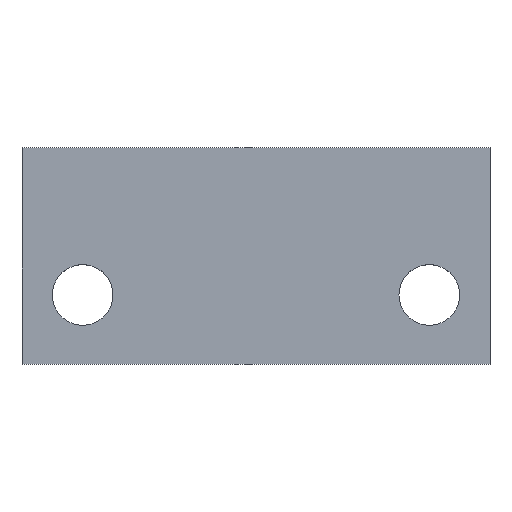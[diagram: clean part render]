
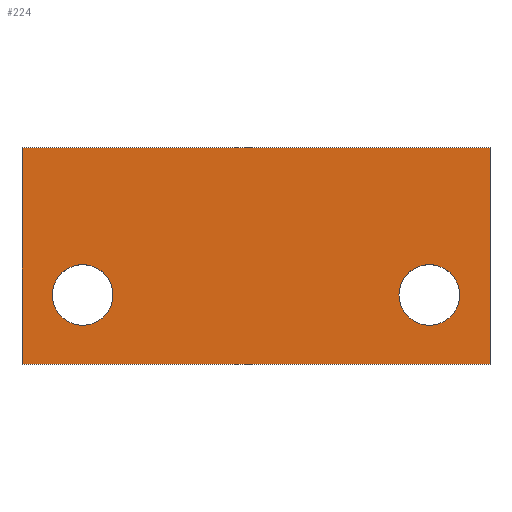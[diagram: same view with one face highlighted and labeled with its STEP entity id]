
A CAD part, top view. The second image highlights one B-rep face of the part: STEP entity #224.
In plain terms, the highlighted planar face has unit normal (0, 0, 1).
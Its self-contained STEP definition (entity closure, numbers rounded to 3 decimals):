
#2 = VERTEX_POINT ( 'NONE', #79 ) ;
#21 = CARTESIAN_POINT ( 'NONE',  ( 16.5, -4.5, 5. ) ) ;
#28 = CARTESIAN_POINT ( 'NONE',  ( -27., -12.5, 5. ) ) ;
#48 = AXIS2_PLACEMENT_3D ( 'NONE', #204, #142, #200 ) ;
#53 = DIRECTION ( 'NONE',  ( 1., 0., 0. ) ) ;
#58 = CARTESIAN_POINT ( 'NONE',  ( 0., 0., 5. ) ) ;
#62 = ORIENTED_EDGE ( 'NONE', *, *, #350, .F. ) ;
#64 = VECTOR ( 'NONE', #291, 1000. ) ;
#79 = CARTESIAN_POINT ( 'NONE',  ( 27., -12.5, 5. ) ) ;
#84 = CARTESIAN_POINT ( 'NONE',  ( 23.5, -4.5, 5. ) ) ;
#86 = DIRECTION ( 'NONE',  ( -1., 0., 0. ) ) ;
#91 = LINE ( 'NONE', #28, #64 ) ;
#93 = DIRECTION ( 'NONE',  ( 1., 0., 0. ) ) ;
#98 = EDGE_LOOP ( 'NONE', ( #365, #222, #163, #159 ) ) ;
#99 = VERTEX_POINT ( 'NONE', #84 ) ;
#109 = EDGE_LOOP ( 'NONE', ( #129, #156 ) ) ;
#122 = LINE ( 'NONE', #237, #213 ) ;
#127 = CIRCLE ( 'NONE', #385, 3.5 ) ;
#129 = ORIENTED_EDGE ( 'NONE', *, *, #359, .F. ) ;
#140 = VERTEX_POINT ( 'NONE', #251 ) ;
#142 = DIRECTION ( 'NONE',  ( 0., 0., 1. ) ) ;
#147 = CARTESIAN_POINT ( 'NONE',  ( 20., -4.5, 5. ) ) ;
#149 = FACE_BOUND ( 'NONE', #109, .T. ) ;
#156 = ORIENTED_EDGE ( 'NONE', *, *, #309, .F. ) ;
#159 = ORIENTED_EDGE ( 'NONE', *, *, #327, .T. ) ;
#163 = ORIENTED_EDGE ( 'NONE', *, *, #303, .T. ) ;
#174 = CARTESIAN_POINT ( 'NONE',  ( -16.5, -4.5, 5. ) ) ;
#177 = CARTESIAN_POINT ( 'NONE',  ( -27., -12.5, 5. ) ) ;
#178 = FACE_OUTER_BOUND ( 'NONE', #98, .T. ) ;
#200 = DIRECTION ( 'NONE',  ( 1., 0., 0. ) ) ;
#201 = DIRECTION ( 'NONE',  ( 0., 0., -1. ) ) ;
#203 = CARTESIAN_POINT ( 'NONE',  ( -27., 12.5, 5. ) ) ;
#204 = CARTESIAN_POINT ( 'NONE',  ( 20., -4.5, 5. ) ) ;
#205 = DIRECTION ( 'NONE',  ( 1., 0., 0. ) ) ;
#213 = VECTOR ( 'NONE', #93, 1000. ) ;
#219 = VECTOR ( 'NONE', #296, 1000. ) ;
#222 = ORIENTED_EDGE ( 'NONE', *, *, #298, .T. ) ;
#224 = ADVANCED_FACE ( 'NONE', ( #232, #149, #178 ), #260, .F. ) ;
#225 = VERTEX_POINT ( 'NONE', #379 ) ;
#230 = CARTESIAN_POINT ( 'NONE',  ( -20., -4.5, 5. ) ) ;
#232 = FACE_BOUND ( 'NONE', #331, .T. ) ;
#234 = VECTOR ( 'NONE', #86, 1000. ) ;
#235 = CIRCLE ( 'NONE', #246, 3.5 ) ;
#237 = CARTESIAN_POINT ( 'NONE',  ( -27., -12.5, 5. ) ) ;
#238 = EDGE_CURVE ( 'NONE', #310, #225, #127, .T. ) ;
#244 = ORIENTED_EDGE ( 'NONE', *, *, #238, .F. ) ;
#246 = AXIS2_PLACEMENT_3D ( 'NONE', #230, #297, #259 ) ;
#247 = EDGE_CURVE ( 'NONE', #2, #253, #373, .T. ) ;
#251 = CARTESIAN_POINT ( 'NONE',  ( -27., 12.5, 5. ) ) ;
#253 = VERTEX_POINT ( 'NONE', #381 ) ;
#259 = DIRECTION ( 'NONE',  ( 1., 0., 0. ) ) ;
#260 = PLANE ( 'NONE',  #292 ) ;
#266 = DIRECTION ( 'NONE',  ( 0., 0., 1. ) ) ;
#268 = DIRECTION ( 'NONE',  ( -1., 0., 0. ) ) ;
#285 = CIRCLE ( 'NONE', #352, 3.5 ) ;
#291 = DIRECTION ( 'NONE',  ( 0., -1., 0. ) ) ;
#292 = AXIS2_PLACEMENT_3D ( 'NONE', #58, #201, #268 ) ;
#294 = LINE ( 'NONE', #203, #234 ) ;
#296 = DIRECTION ( 'NONE',  ( 0., 1., 0. ) ) ;
#297 = DIRECTION ( 'NONE',  ( 0., 0., 1. ) ) ;
#298 = EDGE_CURVE ( 'NONE', #253, #140, #294, .T. ) ;
#303 = EDGE_CURVE ( 'NONE', #140, #358, #91, .T. ) ;
#306 = CIRCLE ( 'NONE', #48, 3.5 ) ;
#309 = EDGE_CURVE ( 'NONE', #316, #99, #285, .T. ) ;
#310 = VERTEX_POINT ( 'NONE', #174 ) ;
#316 = VERTEX_POINT ( 'NONE', #21 ) ;
#320 = CARTESIAN_POINT ( 'NONE',  ( -20., -4.5, 5. ) ) ;
#323 = CARTESIAN_POINT ( 'NONE',  ( 27., -12.5, 5. ) ) ;
#327 = EDGE_CURVE ( 'NONE', #358, #2, #122, .T. ) ;
#331 = EDGE_LOOP ( 'NONE', ( #244, #62 ) ) ;
#350 = EDGE_CURVE ( 'NONE', #225, #310, #235, .T. ) ;
#352 = AXIS2_PLACEMENT_3D ( 'NONE', #147, #266, #53 ) ;
#358 = VERTEX_POINT ( 'NONE', #177 ) ;
#359 = EDGE_CURVE ( 'NONE', #99, #316, #306, .T. ) ;
#365 = ORIENTED_EDGE ( 'NONE', *, *, #247, .T. ) ;
#373 = LINE ( 'NONE', #323, #219 ) ;
#377 = DIRECTION ( 'NONE',  ( 0., 0., 1. ) ) ;
#379 = CARTESIAN_POINT ( 'NONE',  ( -23.5, -4.5, 5. ) ) ;
#381 = CARTESIAN_POINT ( 'NONE',  ( 27., 12.5, 5. ) ) ;
#385 = AXIS2_PLACEMENT_3D ( 'NONE', #320, #377, #205 ) ;
